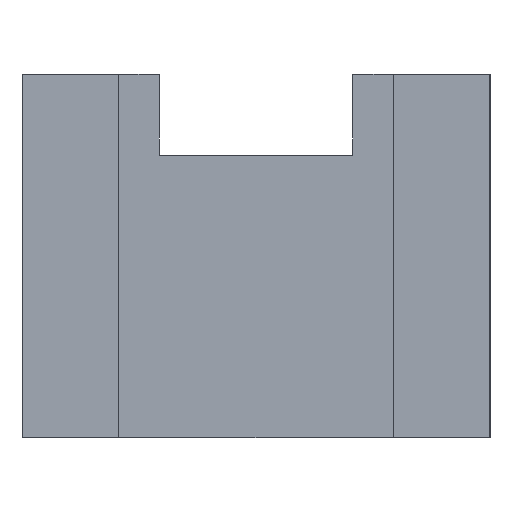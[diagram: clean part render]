
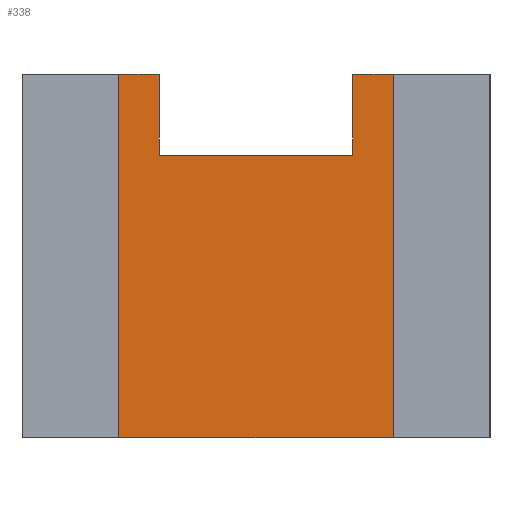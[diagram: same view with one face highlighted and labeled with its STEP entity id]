
A CAD part, left-side view. The second image highlights one B-rep face of the part: STEP entity #338.
In plain terms, the highlighted planar face has unit normal (-1, 0, 0).
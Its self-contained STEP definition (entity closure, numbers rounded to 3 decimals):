
#128=CARTESIAN_POINT('Line Origine',(10.,14.5,45.)) ;
#132=CARTESIAN_POINT('Vertex',(10.,12.,45.)) ;
#134=CARTESIAN_POINT('Vertex',(10.,17.,45.)) ;
#180=CARTESIAN_POINT('Vertex',(10.,12.,0.)) ;
#183=CARTESIAN_POINT('Line Origine',(10.,12.,22.5)) ;
#270=CARTESIAN_POINT('Vertex',(10.,46.,0.)) ;
#273=CARTESIAN_POINT('Line Origine',(10.,46.,22.5)) ;
#277=CARTESIAN_POINT('Vertex',(10.,46.,45.)) ;
#292=CARTESIAN_POINT('Axis2P3D Location',(10.,12.,45.)) ;
#297=CARTESIAN_POINT('Line Origine',(10.,43.5,45.)) ;
#301=CARTESIAN_POINT('Vertex',(10.,41.,45.)) ;
#304=CARTESIAN_POINT('Line Origine',(10.,29.,0.)) ;
#309=CARTESIAN_POINT('Line Origine',(10.,17.,40.)) ;
#313=CARTESIAN_POINT('Vertex',(10.,17.,35.)) ;
#316=CARTESIAN_POINT('Line Origine',(10.,29.,35.)) ;
#320=CARTESIAN_POINT('Vertex',(10.,41.,35.)) ;
#323=CARTESIAN_POINT('Line Origine',(10.,41.,40.)) ;
#129=DIRECTION('Vector Direction',(0.,1.,0.)) ;
#184=DIRECTION('Vector Direction',(0.,0.,-1.)) ;
#274=DIRECTION('Vector Direction',(0.,0.,-1.)) ;
#293=DIRECTION('Axis2P3D Direction',(-1.,0.,0.)) ;
#294=DIRECTION('Axis2P3D XDirection',(0.,1.,0.)) ;
#298=DIRECTION('Vector Direction',(0.,1.,0.)) ;
#305=DIRECTION('Vector Direction',(0.,1.,0.)) ;
#310=DIRECTION('Vector Direction',(0.,0.,-1.)) ;
#317=DIRECTION('Vector Direction',(0.,-1.,0.)) ;
#324=DIRECTION('Vector Direction',(0.,0.,-1.)) ;
#295=AXIS2_PLACEMENT_3D('Plane Axis2P3D',#292,#293,#294) ;
#329=ORIENTED_EDGE('',*,*,#303,.T.) ;
#330=ORIENTED_EDGE('',*,*,#279,.T.) ;
#331=ORIENTED_EDGE('',*,*,#308,.F.) ;
#332=ORIENTED_EDGE('',*,*,#187,.F.) ;
#333=ORIENTED_EDGE('',*,*,#136,.T.) ;
#334=ORIENTED_EDGE('',*,*,#315,.T.) ;
#335=ORIENTED_EDGE('',*,*,#322,.F.) ;
#336=ORIENTED_EDGE('',*,*,#327,.F.) ;
#130=VECTOR('Line Direction',#129,1.) ;
#185=VECTOR('Line Direction',#184,1.) ;
#275=VECTOR('Line Direction',#274,1.) ;
#299=VECTOR('Line Direction',#298,1.) ;
#306=VECTOR('Line Direction',#305,1.) ;
#311=VECTOR('Line Direction',#310,1.) ;
#318=VECTOR('Line Direction',#317,1.) ;
#325=VECTOR('Line Direction',#324,1.) ;
#338=ADVANCED_FACE('PartBody',(#337),#296,.T.) ;
#136=EDGE_CURVE('',#133,#135,#131,.T.) ;
#187=EDGE_CURVE('',#133,#181,#186,.T.) ;
#279=EDGE_CURVE('',#278,#271,#276,.T.) ;
#303=EDGE_CURVE('',#302,#278,#300,.T.) ;
#308=EDGE_CURVE('',#181,#271,#307,.T.) ;
#315=EDGE_CURVE('',#135,#314,#312,.T.) ;
#322=EDGE_CURVE('',#321,#314,#319,.T.) ;
#327=EDGE_CURVE('',#302,#321,#326,.T.) ;
#328=EDGE_LOOP('',(#329,#330,#331,#332,#333,#334,#335,#336)) ;
#337=FACE_OUTER_BOUND('',#328,.T.) ;
#131=LINE('Line',#128,#130) ;
#186=LINE('Line',#183,#185) ;
#276=LINE('Line',#273,#275) ;
#300=LINE('Line',#297,#299) ;
#307=LINE('Line',#304,#306) ;
#312=LINE('Line',#309,#311) ;
#319=LINE('Line',#316,#318) ;
#326=LINE('Line',#323,#325) ;
#296=PLANE('',#295) ;
#133=VERTEX_POINT('',#132) ;
#135=VERTEX_POINT('',#134) ;
#181=VERTEX_POINT('',#180) ;
#271=VERTEX_POINT('',#270) ;
#278=VERTEX_POINT('',#277) ;
#302=VERTEX_POINT('',#301) ;
#314=VERTEX_POINT('',#313) ;
#321=VERTEX_POINT('',#320) ;
